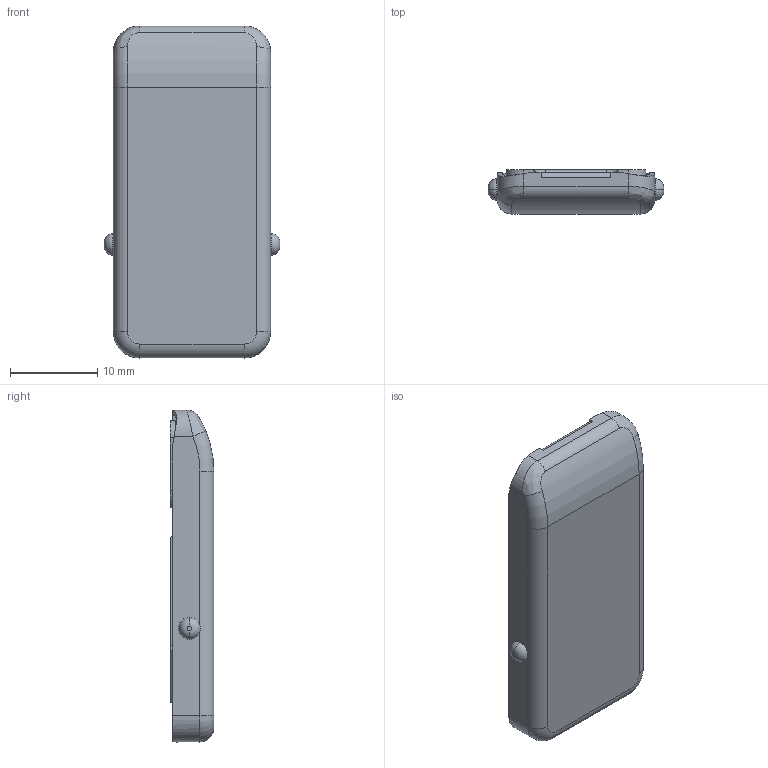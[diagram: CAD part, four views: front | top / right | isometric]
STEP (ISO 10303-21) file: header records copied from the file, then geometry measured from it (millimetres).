
FILE_DESCRIPTION (( 'STEP AP214' ), '1' );
FILE_NAME ('TL_425_2.STEP', '2017-02-14T04:11:56', ( '' ), ( '' ), 'SwSTEP 2.0', 'SolidWorks 2015', '' );
FILE_SCHEMA (( 'AUTOMOTIVE_DESIGN' ));
Length unit declared in the file: millimetre
Products named in the file (2): a; TL_425_2
Assembly tree (1 placements, depth 2):
  TL_425_2
    a
Bounding box: 20.1 x 5 x 38 mm (x, y, z)
Volume: 1042.9 mm3; surface area: 3470 mm2
Topology: 1 solids, 1 shells, 194 faces, 506 edges, 320 vertices
Faces by surface type: cylinder 86, plane 86, torus 16, bspline 6
Entity records: 6352 total; most frequent: CARTESIAN_POINT 1466, DIRECTION 1038, ORIENTED_EDGE 1012, EDGE_CURVE 506, AXIS2_PLACEMENT_3D 382, VERTEX_POINT 320, VECTOR 274, LINE 274
